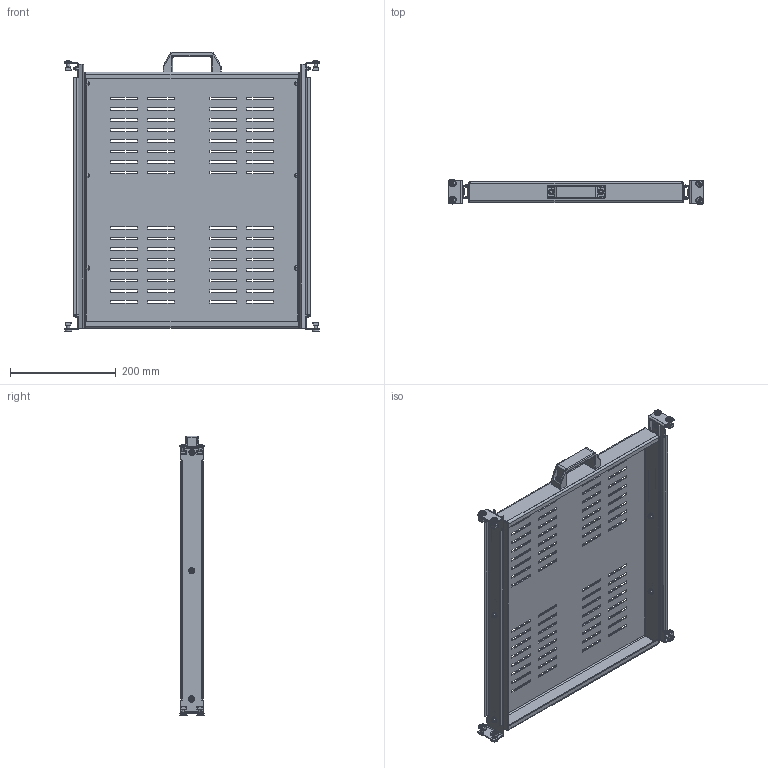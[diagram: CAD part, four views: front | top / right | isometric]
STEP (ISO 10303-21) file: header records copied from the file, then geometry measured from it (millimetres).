
FILE_DESCRIPTION (( 'STEP AP203' ), '1' );
FILE_NAME ('R5REIT6880.STEP', '2014-04-04T10:06:07', ( 'admin' ), ( '' ), 'SwSTEP 2.0', 'SolidWorks 2013', '' );
FILE_SCHEMA (( 'CONFIG_CONTROL_DESIGN' ));
Length unit declared in the file: millimetre
Products named in the file (15): AC00C650_AC00C650; R5REIT6880; A6100219_A6100219; A0200021_A0200021; A3300002; QB09C608; AC00C274_AC00C274; GUIDA 500 PARTE FISSA; A3300001_A3300001; BINARIO GUIDA; A5100369_A5100369; GUIDA 500 PARTE  MOBILE; A0200080_A0200080; A6100051_A6100051; A3400002
Assembly tree (61 placements, depth 3):
  R5REIT6880
    QB09C608
    A6100051_A6100051  x2
      GUIDA 500 PARTE FISSA
      BINARIO GUIDA
      GUIDA 500 PARTE  MOBILE
    AC00C650_AC00C650  x2
    A6100219_A6100219
    A0200021_A0200021  x2
    A3300002  x2
    AC00C274_AC00C274  x12
    A3300001_A3300001  x12
    A5100369_A5100369  x8
    A0200080_A0200080  x8
    A3400002  x8
Bounding box: 482.27 x 46.25 x 530 mm (x, y, z)
Volume: 725220.4 mm3; surface area: 835513.3 mm2
Topology: 62 solids, 62 shells, 2867 faces, 7648 edges, 4927 vertices
Faces by surface type: plane 1648, cylinder 784, cone 270, sphere 80, torus 73, bspline 12
Entity records: 31187 total; most frequent: CARTESIAN_POINT 6219, ORIENTED_EDGE 4580, DIRECTION 4504, EDGE_CURVE 2290, VECTOR 1626, LINE 1626, VERTEX_POINT 1475, AXIS2_PLACEMENT_3D 1439
